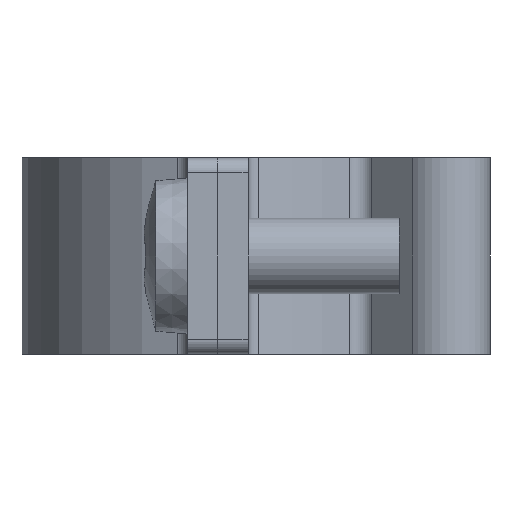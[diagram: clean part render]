
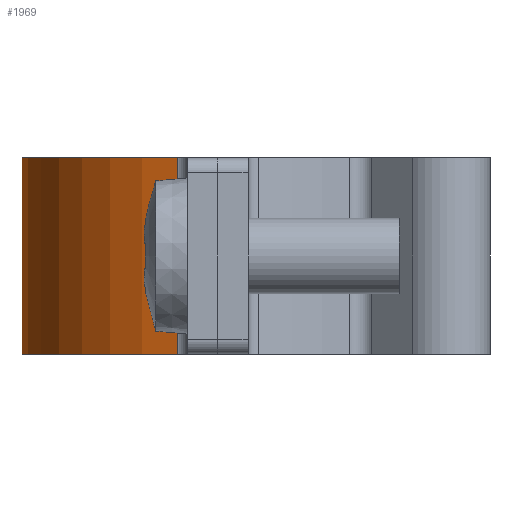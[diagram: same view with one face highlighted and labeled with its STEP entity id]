
A CAD part, left-side view. The second image highlights one B-rep face of the part: STEP entity #1969.
In plain terms, the highlighted cylindrical face has radius 15 mm (diameter 30 mm), a partial arc.
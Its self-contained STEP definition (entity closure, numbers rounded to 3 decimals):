
#236=FACE_OUTER_BOUND('',#365,.T.);
#365=EDGE_LOOP('',(#1662,#1663,#1664,#1665));
#533=LINE('',#3324,#700);
#534=LINE('',#3328,#701);
#700=VECTOR('',#2752,10.);
#701=VECTOR('',#2755,10.);
#809=CIRCLE('',#2244,15.);
#810=CIRCLE('',#2245,15.);
#949=VERTEX_POINT('',#3319);
#950=VERTEX_POINT('',#3323);
#951=VERTEX_POINT('',#3325);
#952=VERTEX_POINT('',#3327);
#1197=EDGE_CURVE('',#950,#949,#533,.T.);
#1198=EDGE_CURVE('',#951,#950,#809,.T.);
#1199=EDGE_CURVE('',#951,#952,#534,.T.);
#1200=EDGE_CURVE('',#949,#952,#810,.T.);
#1662=ORIENTED_EDGE('',*,*,#1197,.F.);
#1663=ORIENTED_EDGE('',*,*,#1198,.F.);
#1664=ORIENTED_EDGE('',*,*,#1199,.T.);
#1665=ORIENTED_EDGE('',*,*,#1200,.F.);
#1878=CYLINDRICAL_SURFACE('',#2243,15.);
#1969=ADVANCED_FACE('',(#236),#1878,.T.);
#2243=AXIS2_PLACEMENT_3D('',#3322,#2750,#2751);
#2244=AXIS2_PLACEMENT_3D('',#3326,#2753,#2754);
#2245=AXIS2_PLACEMENT_3D('',#3329,#2756,#2757);
#2750=DIRECTION('center_axis',(0.,0.,-1.));
#2751=DIRECTION('ref_axis',(-0.95,0.313,0.));
#2752=DIRECTION('',(0.,0.,1.));
#2753=DIRECTION('center_axis',(0.,0.,-1.));
#2754=DIRECTION('ref_axis',(-0.95,0.313,0.));
#2755=DIRECTION('',(0.,0.,1.));
#2756=DIRECTION('center_axis',(0.,0.,1.));
#2757=DIRECTION('ref_axis',(0.95,0.312,0.));
#3319=CARTESIAN_POINT('',(14.249,4.687,6.5));
#3322=CARTESIAN_POINT('Origin',(0.,0.,
0.));
#3323=CARTESIAN_POINT('',(14.249,4.687,-6.5));
#3324=CARTESIAN_POINT('',(14.249,4.687,0.));
#3325=CARTESIAN_POINT('',(-14.249,4.688,-6.5));
#3326=CARTESIAN_POINT('Origin',(0.,0.,
-6.5));
#3327=CARTESIAN_POINT('',(-14.249,4.688,6.5));
#3328=CARTESIAN_POINT('',(-14.249,4.688,0.));
#3329=CARTESIAN_POINT('Origin',(0.,0.,
6.5));
